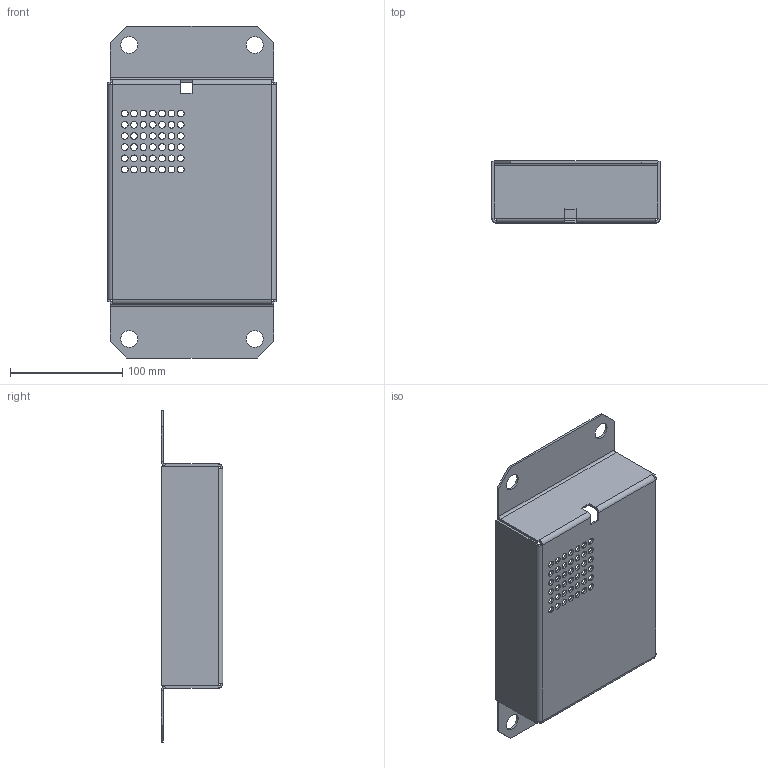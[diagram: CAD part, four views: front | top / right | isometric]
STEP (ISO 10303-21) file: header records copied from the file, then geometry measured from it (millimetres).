
FILE_DESCRIPTION(('Open CASCADE Model'),'2;1');
FILE_NAME('Open CASCADE Shape Model','2024-09-25T11:15:13',('Author'),( 'Open CASCADE'),'Open CASCADE STEP processor 7.8','Open CASCADE 7.8' ,'Unknown');
FILE_SCHEMA(('AUTOMOTIVE_DESIGN { 1 0 10303 214 1 1 1 1 }'));
Length unit declared in the file: millimetre
Products named in the file (1): Open CASCADE STEP translator 7.8 1
Bounding box: 150 x 55 x 296 mm (x, y, z)
Volume: 152733.3 mm3; surface area: 157418.9 mm2
Topology: 1 solids, 1 shells, 118 faces, 306 edges, 188 vertices
Faces by surface type: cylinder 62, plane 56
Full cylindrical faces by diameter (mm): 6 x42, 15 x4
Entity records: 7934 total; most frequent: CARTESIAN_POINT 1573, DIRECTION 1202, LINE 646, VECTOR 646, ORIENTED_EDGE 612, PCURVE 612, DEFINITIONAL_REPRESENTATION 612, EDGE_CURVE 306
